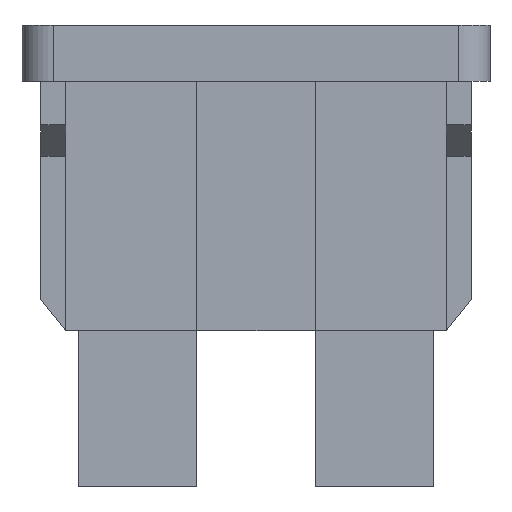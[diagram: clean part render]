
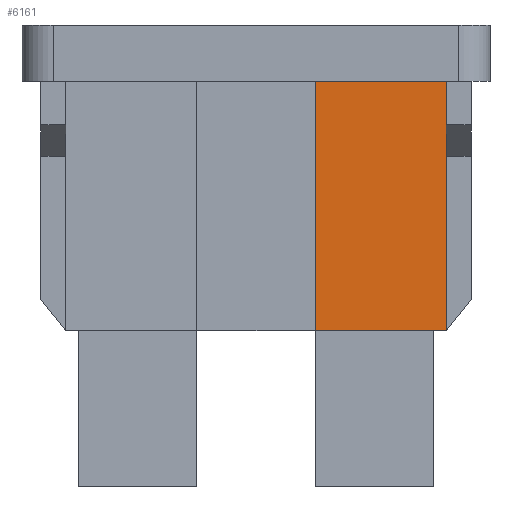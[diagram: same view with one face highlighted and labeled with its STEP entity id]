
A CAD part, front view. The second image highlights one B-rep face of the part: STEP entity #6161.
In plain terms, the highlighted planar face has unit normal (0, -1, 0).
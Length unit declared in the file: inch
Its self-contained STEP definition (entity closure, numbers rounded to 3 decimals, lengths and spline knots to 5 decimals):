
#104 = ORIENTED_EDGE ( 'NONE', *, *, #2874, .T. ) ;
#245 = PLANE ( 'NONE',  #1382 ) ;
#274 = EDGE_CURVE ( 'NONE', #5860, #2222, #6488, .T. ) ;
#766 = CARTESIAN_POINT ( 'NONE',  ( 0.68, 0.0675, -0.4 ) ) ;
#785 = DIRECTION ( 'NONE',  ( -1., 0., 0. ) ) ;
#958 = VERTEX_POINT ( 'NONE', #985 ) ;
#985 = CARTESIAN_POINT ( 'NONE',  ( 0.47, 0.0675, 0. ) ) ;
#1049 = ORIENTED_EDGE ( 'NONE', *, *, #1901, .T. ) ;
#1382 = AXIS2_PLACEMENT_3D ( 'NONE', #5616, #3512, #6163 ) ;
#1422 = VECTOR ( 'NONE', #5732, 39.37008 ) ;
#1449 = VECTOR ( 'NONE', #5891, 39.37008 ) ;
#1901 = EDGE_CURVE ( 'NONE', #3244, #958, #6679, .T. ) ;
#2222 = VERTEX_POINT ( 'NONE', #4484 ) ;
#2371 = ORIENTED_EDGE ( 'NONE', *, *, #274, .F. ) ;
#2528 = EDGE_CURVE ( 'NONE', #2222, #958, #5077, .T. ) ;
#2761 = LINE ( 'NONE', #6561, #3231 ) ;
#2874 = EDGE_CURVE ( 'NONE', #5860, #3951, #4287, .T. ) ;
#3231 = VECTOR ( 'NONE', #5919, 39.37008 ) ;
#3244 = VERTEX_POINT ( 'NONE', #6632 ) ;
#3512 = DIRECTION ( 'NONE',  ( 0., 1., 0. ) ) ;
#3951 = VERTEX_POINT ( 'NONE', #4402 ) ;
#4130 = EDGE_CURVE ( 'NONE', #3951, #3244, #2761, .T. ) ;
#4287 = LINE ( 'NONE', #4833, #1449 ) ;
#4402 = CARTESIAN_POINT ( 'NONE',  ( 0.68, 0.0675, -0.10864 ) ) ;
#4484 = CARTESIAN_POINT ( 'NONE',  ( 0.47, 0.0675, -0.4 ) ) ;
#4487 = FACE_OUTER_BOUND ( 'NONE', #4605, .T. ) ;
#4605 = EDGE_LOOP ( 'NONE', ( #1049, #6674, #2371, #104, #6493 ) ) ;
#4722 = VECTOR ( 'NONE', #6211, 39.37008 ) ;
#4833 = CARTESIAN_POINT ( 'NONE',  ( 0.68, 0.0675, -0.4 ) ) ;
#5077 = LINE ( 'NONE', #6757, #1422 ) ;
#5515 = CARTESIAN_POINT ( 'NONE',  ( 0.68, 0.0675, -0.4 ) ) ;
#5616 = CARTESIAN_POINT ( 'NONE',  ( 0.68, 0.0675, -0.4 ) ) ;
#5693 = CARTESIAN_POINT ( 'NONE',  ( 0.68, 0.0675, 0. ) ) ;
#5732 = DIRECTION ( 'NONE',  ( 0., 0., 1. ) ) ;
#5860 = VERTEX_POINT ( 'NONE', #766 ) ;
#5891 = DIRECTION ( 'NONE',  ( 0., 0., 1. ) ) ;
#5919 = DIRECTION ( 'NONE',  ( 0., 0., 1. ) ) ;
#6161 = ADVANCED_FACE ( 'NONE', ( #4487 ), #245, .F. ) ;
#6163 = DIRECTION ( 'NONE',  ( 0., 0., 1. ) ) ;
#6211 = DIRECTION ( 'NONE',  ( -1., 0., 0. ) ) ;
#6420 = VECTOR ( 'NONE', #785, 39.37008 ) ;
#6488 = LINE ( 'NONE', #5515, #6420 ) ;
#6493 = ORIENTED_EDGE ( 'NONE', *, *, #4130, .T. ) ;
#6561 = CARTESIAN_POINT ( 'NONE',  ( 0.68, 0.0675, -0.4 ) ) ;
#6632 = CARTESIAN_POINT ( 'NONE',  ( 0.68, 0.0675, 0. ) ) ;
#6674 = ORIENTED_EDGE ( 'NONE', *, *, #2528, .F. ) ;
#6679 = LINE ( 'NONE', #5693, #4722 ) ;
#6757 = CARTESIAN_POINT ( 'NONE',  ( 0.47, 0.0675, -0.4 ) ) ;
